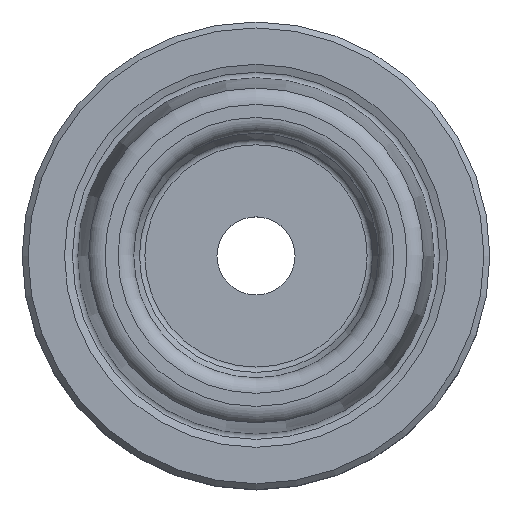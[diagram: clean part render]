
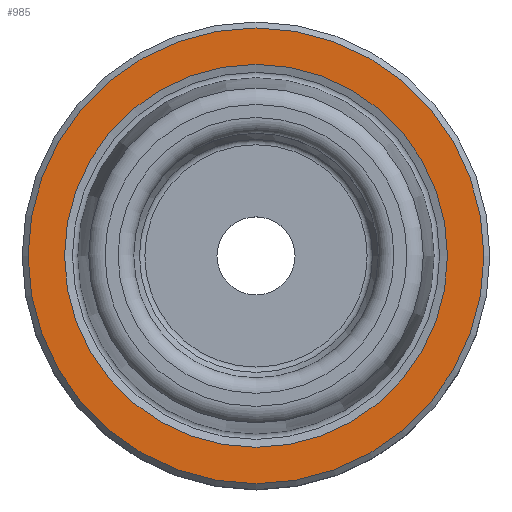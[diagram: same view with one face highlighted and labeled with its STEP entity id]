
A CAD part, top view. The second image highlights one B-rep face of the part: STEP entity #985.
In plain terms, the highlighted planar face has unit normal (0, 0, 1).
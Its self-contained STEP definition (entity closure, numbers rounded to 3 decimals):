
#23=PLANE('',#1071);
#142=ORIENTED_EDGE('',*,*,#257,.T.);
#143=ORIENTED_EDGE('',*,*,#256,.F.);
#256=EDGE_CURVE('',#317,#317,#368,.T.);
#257=EDGE_CURVE('',#318,#318,#369,.T.);
#317=VERTEX_POINT('',#1471);
#318=VERTEX_POINT('',#1474);
#368=CIRCLE('',#1070,6.129);
#369=CIRCLE('',#1072,7.295);
#431=EDGE_LOOP('',(#142));
#432=EDGE_LOOP('',(#143));
#527=FACE_BOUND('',#431,.T.);
#528=FACE_BOUND('',#432,.T.);
#985=ADVANCED_FACE('',(#527,#528),#23,.T.);
#1070=AXIS2_PLACEMENT_3D('',#1470,#1229,#1230);
#1071=AXIS2_PLACEMENT_3D('',#1472,#1231,#1232);
#1072=AXIS2_PLACEMENT_3D('',#1473,#1233,#1234);
#1229=DIRECTION('',(0.,0.,1.));
#1230=DIRECTION('',(1.,0.,0.));
#1231=DIRECTION('',(0.,0.,1.));
#1232=DIRECTION('',(1.,0.,0.));
#1233=DIRECTION('',(0.,0.,1.));
#1234=DIRECTION('',(1.,0.,0.));
#1470=CARTESIAN_POINT('',(0.,0.,0.));
#1471=CARTESIAN_POINT('',(6.129,0.,0.));
#1472=CARTESIAN_POINT('',(7.295,0.,0.));
#1473=CARTESIAN_POINT('',(0.,0.,0.));
#1474=CARTESIAN_POINT('',(7.295,0.,0.));
